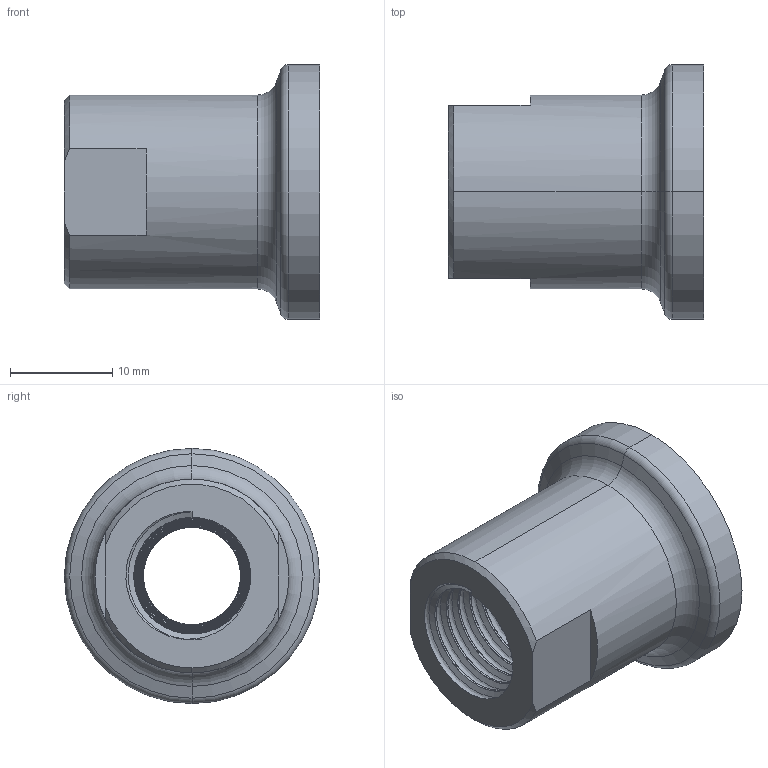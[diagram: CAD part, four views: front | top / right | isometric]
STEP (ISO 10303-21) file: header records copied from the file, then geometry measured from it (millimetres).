
FILE_DESCRIPTION (( 'STEP AP214' ), '1' );
FILE_NAME ('AF.NPT.050.025.STEP', '2021-03-18T13:15:20', ( '' ), ( '' ), 'SwSTEP 2.0', 'SolidWorks 2020', '' );
FILE_SCHEMA (( 'AUTOMOTIVE_DESIGN' ));
Length unit declared in the file: millimetre
Products named in the file (1): AF.NPT.050.025
Bounding box: 25 x 25 x 25 mm (x, y, z)
Volume: 5185 mm3; surface area: 3571.4 mm2
Topology: 1 solids, 1 shells, 65 faces, 173 edges, 111 vertices
Faces by surface type: cone 28, cylinder 12, torus 10, plane 9, bspline 6
Entity records: 8368 total; most frequent: CARTESIAN_POINT 6834, ORIENTED_EDGE 346, DIRECTION 268, EDGE_CURVE 173, VERTEX_POINT 111, AXIS2_PLACEMENT_3D 108, B_SPLINE_CURVE_WITH_KNOTS 73, EDGE_LOOP 68
